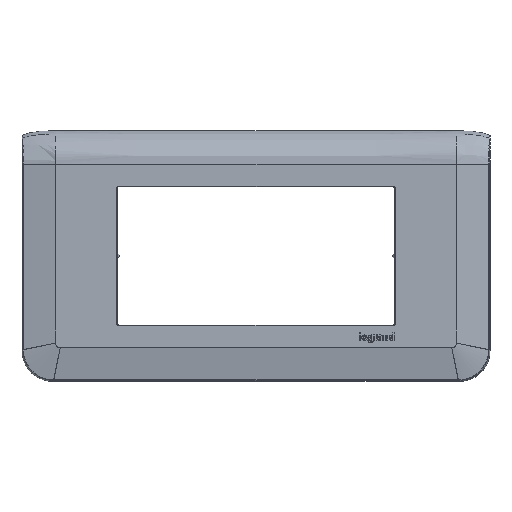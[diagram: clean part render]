
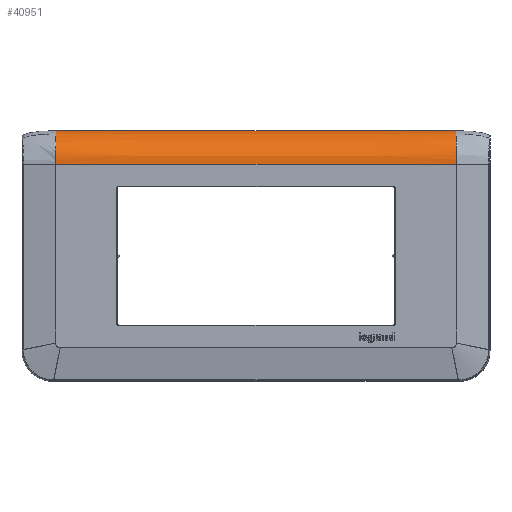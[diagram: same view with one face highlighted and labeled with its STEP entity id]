
A CAD part, top view. The second image highlights one B-rep face of the part: STEP entity #40951.
In plain terms, the highlighted face is a extrusion surface.
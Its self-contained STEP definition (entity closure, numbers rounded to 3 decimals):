
#17325=CARTESIAN_POINT('Line Origine',(35.5,30.,8.5)) ;
#17329=CARTESIAN_POINT('Vertex',(-29.983,30.,8.5)) ;
#17331=CARTESIAN_POINT('Vertex',(100.983,30.,8.5)) ;
#40087=CARTESIAN_POINT('Vertex',(-30.,39.833,2.755)) ;
#40293=CARTESIAN_POINT('Control Point',(-30.,39.834,2.756)) ;
#40294=CARTESIAN_POINT('Control Point',(-29.999,39.463,3.392)) ;
#40295=CARTESIAN_POINT('Control Point',(-29.998,39.05,4.014)) ;
#40296=CARTESIAN_POINT('Control Point',(-29.998,38.589,4.608)) ;
#40297=CARTESIAN_POINT('Control Point',(-29.996,37.939,5.342)) ;
#40298=CARTESIAN_POINT('Control Point',(-29.994,37.236,5.998)) ;
#40299=CARTESIAN_POINT('Control Point',(-29.994,37.054,6.159)) ;
#40300=CARTESIAN_POINT('Control Point',(-29.991,36.319,6.777)) ;
#40301=CARTESIAN_POINT('Control Point',(-29.989,35.53,7.305)) ;
#40302=CARTESIAN_POINT('Control Point',(-29.987,34.911,7.641)) ;
#40303=CARTESIAN_POINT('Control Point',(-29.985,33.831,8.089)) ;
#40304=CARTESIAN_POINT('Control Point',(-29.984,32.695,8.343)) ;
#40305=CARTESIAN_POINT('Control Point',(-29.983,32.226,8.414)) ;
#40306=CARTESIAN_POINT('Control Point',(-29.983,31.502,8.477)) ;
#40307=CARTESIAN_POINT('Control Point',(-29.983,30.771,8.497)) ;
#40308=CARTESIAN_POINT('Control Point',(-29.983,30.515,8.501)) ;
#40309=CARTESIAN_POINT('Control Point',(-29.983,30.258,8.501)) ;
#40310=CARTESIAN_POINT('Control Point',(-29.983,30.,8.5)) ;
#40357=CARTESIAN_POINT('Control Point',(-30.,39.834,2.755)) ;
#40358=CARTESIAN_POINT('Control Point',(-30.,40.135,2.234)) ;
#40359=CARTESIAN_POINT('Control Point',(-30.,40.406,1.696)) ;
#40360=CARTESIAN_POINT('Control Point',(-30.,40.645,1.143)) ;
#40361=CARTESIAN_POINT('Control Point',(-30.,40.845,0.578)) ;
#40362=CARTESIAN_POINT('Control Point',(-30.,41.,0.)) ;
#40363=CARTESIAN_POINT('Vertex',(-30.,41.,0.)) ;
#40902=CARTESIAN_POINT('Control Point',(35.5,30.,8.5)) ;
#40903=CARTESIAN_POINT('Control Point',(35.5,32.78,8.5)) ;
#40904=CARTESIAN_POINT('Control Point',(35.5,35.561,8.5)) ;
#40905=CARTESIAN_POINT('Control Point',(35.5,38.467,5.519)) ;
#40906=CARTESIAN_POINT('Control Point',(35.5,40.28,2.686)) ;
#40907=CARTESIAN_POINT('Control Point',(35.5,41.,0.)) ;
#40912=CARTESIAN_POINT('Control Point',(101.,39.833,2.755)) ;
#40913=CARTESIAN_POINT('Control Point',(101.,40.346,1.867)) ;
#40914=CARTESIAN_POINT('Control Point',(101.,40.749,0.935)) ;
#40915=CARTESIAN_POINT('Control Point',(101.,41.,0.)) ;
#40916=CARTESIAN_POINT('Vertex',(101.,39.833,2.755)) ;
#40918=CARTESIAN_POINT('Vertex',(101.,41.,0.)) ;
#40921=CARTESIAN_POINT('Line Origine',(35.5,41.,0.)) ;
#40927=CARTESIAN_POINT('Control Point',(101.,39.833,2.755)) ;
#40928=CARTESIAN_POINT('Control Point',(100.999,39.449,3.421)) ;
#40929=CARTESIAN_POINT('Control Point',(100.998,39.006,4.078)) ;
#40930=CARTESIAN_POINT('Control Point',(100.998,38.501,4.722)) ;
#40931=CARTESIAN_POINT('Control Point',(100.996,37.679,5.628)) ;
#40932=CARTESIAN_POINT('Control Point',(100.993,36.757,6.419)) ;
#40933=CARTESIAN_POINT('Control Point',(100.992,36.422,6.68)) ;
#40934=CARTESIAN_POINT('Control Point',(100.989,35.564,7.281)) ;
#40935=CARTESIAN_POINT('Control Point',(100.987,34.644,7.755)) ;
#40936=CARTESIAN_POINT('Control Point',(100.985,34.077,7.985)) ;
#40937=CARTESIAN_POINT('Control Point',(100.984,32.929,8.329)) ;
#40938=CARTESIAN_POINT('Control Point',(100.983,31.755,8.472)) ;
#40939=CARTESIAN_POINT('Control Point',(100.983,31.169,8.5)) ;
#40940=CARTESIAN_POINT('Control Point',(100.983,30.584,8.5)) ;
#40941=CARTESIAN_POINT('Control Point',(100.983,30.,8.5)) ;
#17326=DIRECTION('Vector Direction',(1.,0.,0.)) ;
#40908=DIRECTION('Vector Direction',(1.,0.,0.)) ;
#40922=DIRECTION('Vector Direction',(1.,0.,0.)) ;
#17327=VECTOR('Line Direction',#17326,1.) ;
#40909=VECTOR('Extrusion Surface Vector',#40908,1.) ;
#40923=VECTOR('Line Direction',#40922,1.) ;
#40944=ORIENTED_EDGE('',*,*,#40920,.T.) ;
#40945=ORIENTED_EDGE('',*,*,#40925,.F.) ;
#40946=ORIENTED_EDGE('',*,*,#40365,.F.) ;
#40947=ORIENTED_EDGE('',*,*,#40311,.T.) ;
#40948=ORIENTED_EDGE('',*,*,#17333,.T.) ;
#40949=ORIENTED_EDGE('',*,*,#40942,.T.) ;
#40951=ADVANCED_FACE('ABS',(#40950),#40910,.F.) ;
#40292=B_SPLINE_CURVE_WITH_KNOTS('',5,(#40293,#40294,#40295,#40296,#40297,#40298,#40299,#40300,#40301,#40302,#40303,#40304,#40305,#40306,#40307,#40308,#40309,#40310),.UNSPECIFIED.,.F.,.U.,(6,3,3,3,3,6),(0.,5.732,7.684,13.457,17.339,19.435),.UNSPECIFIED.) ;
#40356=B_SPLINE_CURVE_WITH_KNOTS('',5,(#40357,#40358,#40359,#40360,#40361,#40362),.UNSPECIFIED.,.F.,.U.,(6,6),(11.408,14.157),.UNSPECIFIED.) ;
#40901=B_SPLINE_CURVE_WITH_KNOTS('',5,(#40902,#40903,#40904,#40905,#40906,#40907),.UNSPECIFIED.,.F.,.U.,(6,6),(0.,13.901),.UNSPECIFIED.) ;
#40911=B_SPLINE_CURVE_WITH_KNOTS('',3,(#40912,#40913,#40914,#40915),.UNSPECIFIED.,.F.,.U.,(4,4),(16.395,20.504),.UNSPECIFIED.) ;
#40926=B_SPLINE_CURVE_WITH_KNOTS('',5,(#40927,#40928,#40929,#40930,#40931,#40932,#40933,#40934,#40935,#40936,#40937,#40938,#40939,#40940,#40941),.UNSPECIFIED.,.F.,.U.,(6,3,3,3,6),(0.,5.041,7.775,11.8,15.777),.UNSPECIFIED.) ;
#17333=EDGE_CURVE('',#17330,#17332,#17328,.T.) ;
#40311=EDGE_CURVE('',#40088,#17330,#40292,.T.) ;
#40365=EDGE_CURVE('',#40088,#40364,#40356,.T.) ;
#40920=EDGE_CURVE('',#40917,#40919,#40911,.T.) ;
#40925=EDGE_CURVE('',#40364,#40919,#40924,.T.) ;
#40942=EDGE_CURVE('',#17332,#40917,#40926,.F.) ;
#40943=EDGE_LOOP('',(#40944,#40945,#40946,#40947,#40948,#40949)) ;
#40950=FACE_OUTER_BOUND('',#40943,.T.) ;
#17328=LINE('Line',#17325,#17327) ;
#40924=LINE('Line',#40921,#40923) ;
#40910=SURFACE_OF_LINEAR_EXTRUSION('generated tabulated cylinder',#40901,#40909) ;
#17330=VERTEX_POINT('',#17329) ;
#17332=VERTEX_POINT('',#17331) ;
#40088=VERTEX_POINT('',#40087) ;
#40364=VERTEX_POINT('',#40363) ;
#40917=VERTEX_POINT('',#40916) ;
#40919=VERTEX_POINT('',#40918) ;
